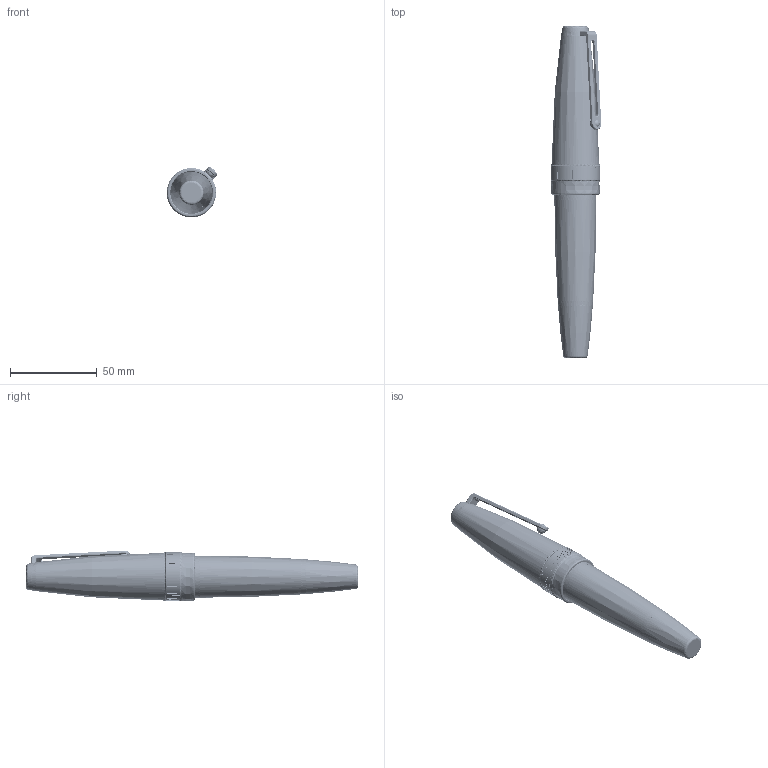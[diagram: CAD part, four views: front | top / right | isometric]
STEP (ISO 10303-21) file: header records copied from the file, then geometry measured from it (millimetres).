
FILE_DESCRIPTION(('FreeCAD Model'),'2;1');
FILE_NAME('Open CASCADE Shape Model','2025-04-27T17:59:38',('FreeCAD'),( 'FreeCAD'),'Open CASCADE STEP processor 7.6','FreeCAD','Unknown');
FILE_SCHEMA(('AUTOMOTIVE_DESIGN { 1 0 10303 214 1 1 1 1 }'));
Products named in the file (1): Open CASCADE STEP translator 7.6 1
Bounding box: 29.18 x 191.57 x 29.31 mm (x, y, z)
Volume: 60991.4 mm3; surface area: 69186.2 mm2
Topology: 20 solids, 20 shells, 1544 faces, 4048 edges, 2634 vertices
Faces by surface type: bspline 1544
Entity records: 122081 total; most frequent: CARTESIAN_POINT 98107, ORIENTED_EDGE 8082, EDGE_CURVE 4041, B_SPLINE_CURVE_WITH_KNOTS 3112, VERTEX_POINT 2632, FACE_BOUND 1676, EDGE_LOOP 1676, ADVANCED_FACE 1542
